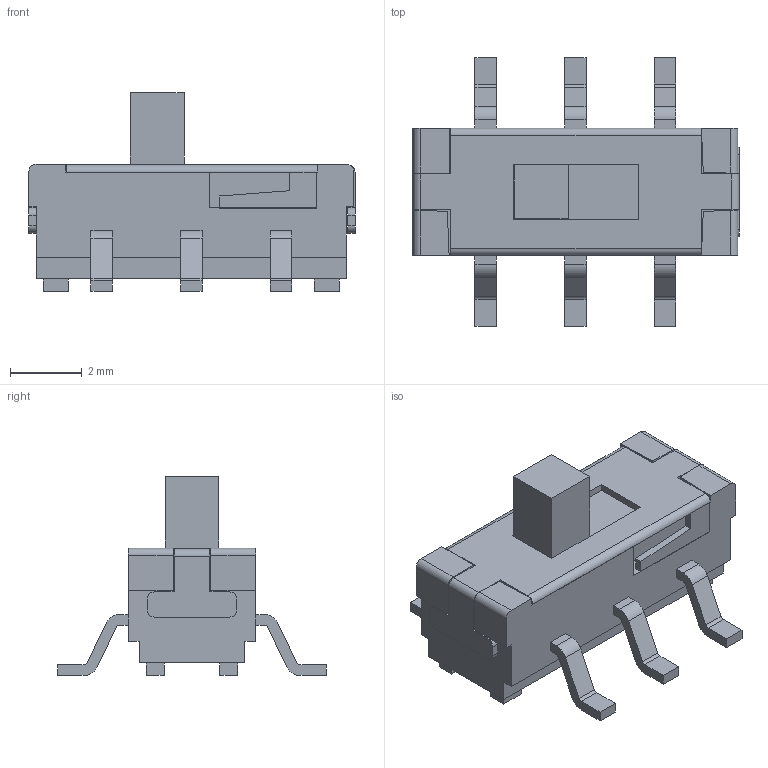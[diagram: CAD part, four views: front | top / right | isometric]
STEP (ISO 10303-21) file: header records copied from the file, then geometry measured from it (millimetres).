
FILE_DESCRIPTION (( 'STEP AP214' ), '1' );
FILE_NAME ('SS-3235S-L2 (MSS-22D18).STEP', '2020-05-14T16:40:08', ( 'Elessar' ), ( '' ), 'SwSTEP 2.0', 'SolidWorks 2018', '' );
FILE_SCHEMA (( 'AUTOMOTIVE_DESIGN' ));
Length unit declared in the file: millimetre
Products named in the file (3): SS-3235S-L2_01; SS-3235S-L2 (MSS-22D18); SS-3235S-L2_02
Assembly tree (2 placements, depth 2):
  SS-3235S-L2 (MSS-22D18)
    SS-3235S-L2_01
    SS-3235S-L2_02
Bounding box: 9.1 x 7.5 x 5.55 mm (x, y, z)
Volume: 101.6 mm3; surface area: 267.4 mm2
Topology: 2 solids, 2 shells, 687 faces, 1912 edges, 1272 vertices
Faces by surface type: plane 641, cylinder 46
Entity records: 29285 total; most frequent: CARTESIAN_POINT 3876, ORIENTED_EDGE 3824, DIRECTION 3388, EDGE_CURVE 1912, LINE 1820, VECTOR 1820, VERTEX_POINT 1272, AXIS2_PLACEMENT_3D 784
